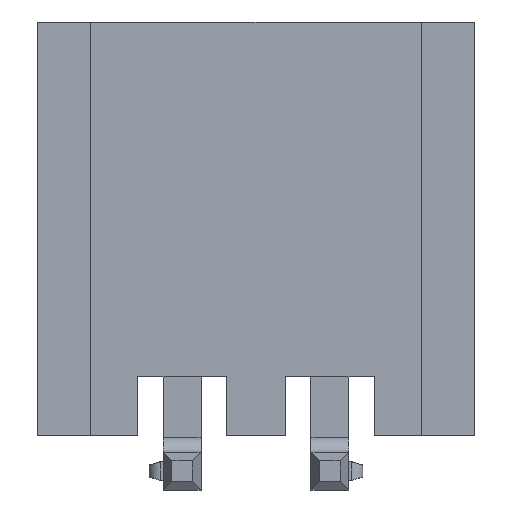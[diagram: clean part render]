
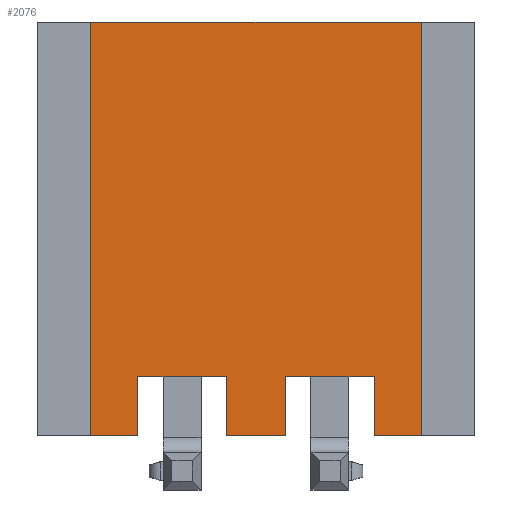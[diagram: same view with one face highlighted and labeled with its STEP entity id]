
A CAD part, front view. The second image highlights one B-rep face of the part: STEP entity #2076.
In plain terms, the highlighted planar face has unit normal (0, -1, 0).
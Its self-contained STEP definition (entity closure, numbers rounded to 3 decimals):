
#1780 = VERTEX_POINT('',#1781);
#1781 = CARTESIAN_POINT('',(0.5,0.4,-7.));
#1787 = EDGE_CURVE('',#1788,#1780,#1790,.T.);
#1788 = VERTEX_POINT('',#1789);
#1789 = CARTESIAN_POINT('',(-0.5,0.4,-7.));
#1790 = LINE('',#1791,#1792);
#1791 = CARTESIAN_POINT('',(-2.8,0.4,-7.));
#1792 = VECTOR('',#1793,1.);
#1793 = DIRECTION('',(1.,0.,0.));
#2059 = VERTEX_POINT('',#2060);
#2060 = CARTESIAN_POINT('',(0.5,0.4,-6.));
#2066 = EDGE_CURVE('',#1780,#2059,#2067,.T.);
#2067 = LINE('',#2068,#2069);
#2068 = CARTESIAN_POINT('',(0.5,0.4,0.));
#2069 = VECTOR('',#2070,1.);
#2070 = DIRECTION('',(0.,0.,1.));
#2076 = ADVANCED_FACE('',(#2077),#2159,.F.);
#2077 = FACE_BOUND('',#2078,.T.);
#2078 = EDGE_LOOP('',(#2079,#2080,#2081,#2089,#2097,#2105,#2113,#2121,
    #2129,#2137,#2145,#2153));
#2079 = ORIENTED_EDGE('',*,*,#1787,.T.);
#2080 = ORIENTED_EDGE('',*,*,#2066,.T.);
#2081 = ORIENTED_EDGE('',*,*,#2082,.T.);
#2082 = EDGE_CURVE('',#2059,#2083,#2085,.T.);
#2083 = VERTEX_POINT('',#2084);
#2084 = CARTESIAN_POINT('',(2.,0.4,-6.));
#2085 = LINE('',#2086,#2087);
#2086 = CARTESIAN_POINT('',(0.,0.4,-6.));
#2087 = VECTOR('',#2088,1.);
#2088 = DIRECTION('',(1.,0.,0.));
#2089 = ORIENTED_EDGE('',*,*,#2090,.T.);
#2090 = EDGE_CURVE('',#2083,#2091,#2093,.T.);
#2091 = VERTEX_POINT('',#2092);
#2092 = CARTESIAN_POINT('',(2.,0.4,-7.));
#2093 = LINE('',#2094,#2095);
#2094 = CARTESIAN_POINT('',(2.,0.4,0.));
#2095 = VECTOR('',#2096,1.);
#2096 = DIRECTION('',(0.,0.,-1.));
#2097 = ORIENTED_EDGE('',*,*,#2098,.T.);
#2098 = EDGE_CURVE('',#2091,#2099,#2101,.T.);
#2099 = VERTEX_POINT('',#2100);
#2100 = CARTESIAN_POINT('',(2.8,0.4,-7.));
#2101 = LINE('',#2102,#2103);
#2102 = CARTESIAN_POINT('',(-2.8,0.4,-7.));
#2103 = VECTOR('',#2104,1.);
#2104 = DIRECTION('',(1.,0.,0.));
#2105 = ORIENTED_EDGE('',*,*,#2106,.T.);
#2106 = EDGE_CURVE('',#2099,#2107,#2109,.T.);
#2107 = VERTEX_POINT('',#2108);
#2108 = CARTESIAN_POINT('',(2.8,0.4,0.));
#2109 = LINE('',#2110,#2111);
#2110 = CARTESIAN_POINT('',(2.8,0.4,-7.));
#2111 = VECTOR('',#2112,1.);
#2112 = DIRECTION('',(0.,0.,1.));
#2113 = ORIENTED_EDGE('',*,*,#2114,.T.);
#2114 = EDGE_CURVE('',#2107,#2115,#2117,.T.);
#2115 = VERTEX_POINT('',#2116);
#2116 = CARTESIAN_POINT('',(-2.8,0.4,0.));
#2117 = LINE('',#2118,#2119);
#2118 = CARTESIAN_POINT('',(-2.8,0.4,0.));
#2119 = VECTOR('',#2120,1.);
#2120 = DIRECTION('',(-1.,-0.,-0.));
#2121 = ORIENTED_EDGE('',*,*,#2122,.T.);
#2122 = EDGE_CURVE('',#2115,#2123,#2125,.T.);
#2123 = VERTEX_POINT('',#2124);
#2124 = CARTESIAN_POINT('',(-2.8,0.4,-7.));
#2125 = LINE('',#2126,#2127);
#2126 = CARTESIAN_POINT('',(-2.8,0.4,-7.));
#2127 = VECTOR('',#2128,1.);
#2128 = DIRECTION('',(0.,0.,-1.));
#2129 = ORIENTED_EDGE('',*,*,#2130,.T.);
#2130 = EDGE_CURVE('',#2123,#2131,#2133,.T.);
#2131 = VERTEX_POINT('',#2132);
#2132 = CARTESIAN_POINT('',(-2.,0.4,-7.));
#2133 = LINE('',#2134,#2135);
#2134 = CARTESIAN_POINT('',(-2.8,0.4,-7.));
#2135 = VECTOR('',#2136,1.);
#2136 = DIRECTION('',(1.,0.,0.));
#2137 = ORIENTED_EDGE('',*,*,#2138,.T.);
#2138 = EDGE_CURVE('',#2131,#2139,#2141,.T.);
#2139 = VERTEX_POINT('',#2140);
#2140 = CARTESIAN_POINT('',(-2.,0.4,-6.));
#2141 = LINE('',#2142,#2143);
#2142 = CARTESIAN_POINT('',(-2.,0.4,0.));
#2143 = VECTOR('',#2144,1.);
#2144 = DIRECTION('',(0.,0.,1.));
#2145 = ORIENTED_EDGE('',*,*,#2146,.T.);
#2146 = EDGE_CURVE('',#2139,#2147,#2149,.T.);
#2147 = VERTEX_POINT('',#2148);
#2148 = CARTESIAN_POINT('',(-0.5,0.4,-6.));
#2149 = LINE('',#2150,#2151);
#2150 = CARTESIAN_POINT('',(0.,0.4,-6.));
#2151 = VECTOR('',#2152,1.);
#2152 = DIRECTION('',(1.,0.,0.));
#2153 = ORIENTED_EDGE('',*,*,#2154,.T.);
#2154 = EDGE_CURVE('',#2147,#1788,#2155,.T.);
#2155 = LINE('',#2156,#2157);
#2156 = CARTESIAN_POINT('',(-0.5,0.4,0.));
#2157 = VECTOR('',#2158,1.);
#2158 = DIRECTION('',(0.,0.,-1.));
#2159 = PLANE('',#2160);
#2160 = AXIS2_PLACEMENT_3D('',#2161,#2162,#2163);
#2161 = CARTESIAN_POINT('',(0.,0.4,0.));
#2162 = DIRECTION('',(0.,1.,0.));
#2163 = DIRECTION('',(0.,0.,1.));
